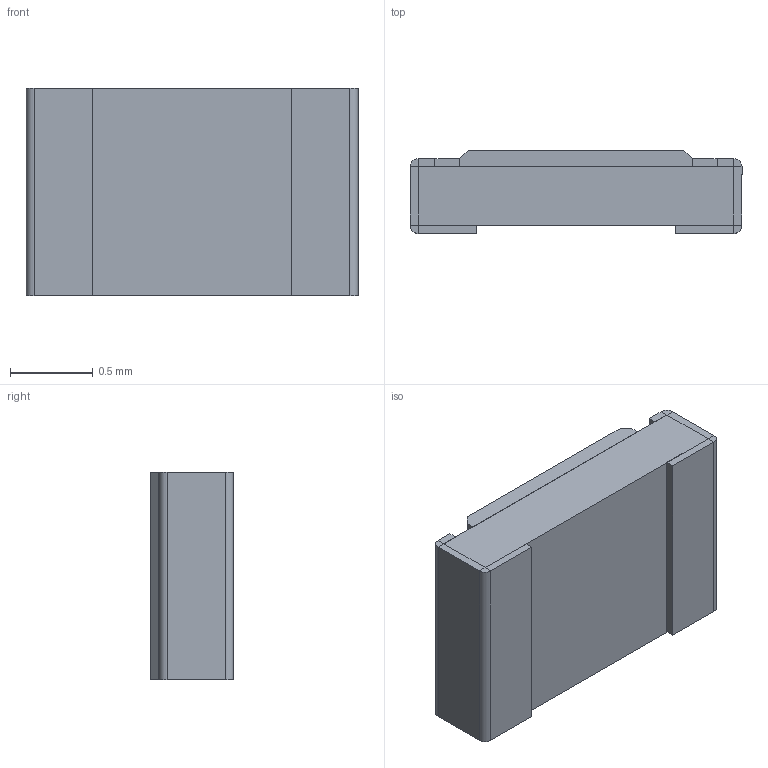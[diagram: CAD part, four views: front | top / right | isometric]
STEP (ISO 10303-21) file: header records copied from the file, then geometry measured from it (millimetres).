
FILE_DESCRIPTION (( 'STEP AP214' ), '1' );
FILE_NAME ('CR0805-1602.STEP', '2023-10-11T06:57:27', ( '' ), ( '' ), 'SwSTEP 2.0', 'SolidWorks 2023', '' );
FILE_SCHEMA (( 'AUTOMOTIVE_DESIGN' ));
Length unit declared in the file: millimetre
Products named in the file (1): CR0805-1602
Bounding box: 2 x 0.5 x 1.25 mm (x, y, z)
Volume: 1.1 mm3; surface area: 16.5 mm2
Topology: 4 solids, 4 shells, 109 faces, 253 edges, 158 vertices
Faces by surface type: plane 74, bspline 31, cylinder 4
Entity records: 5982 total; most frequent: CARTESIAN_POINT 2472, ORIENTED_EDGE 506, DIRECTION 357, EDGE_CURVE 253, LINE 183, VECTOR 183, VERTEX_POINT 158, EDGE_LOOP 115
